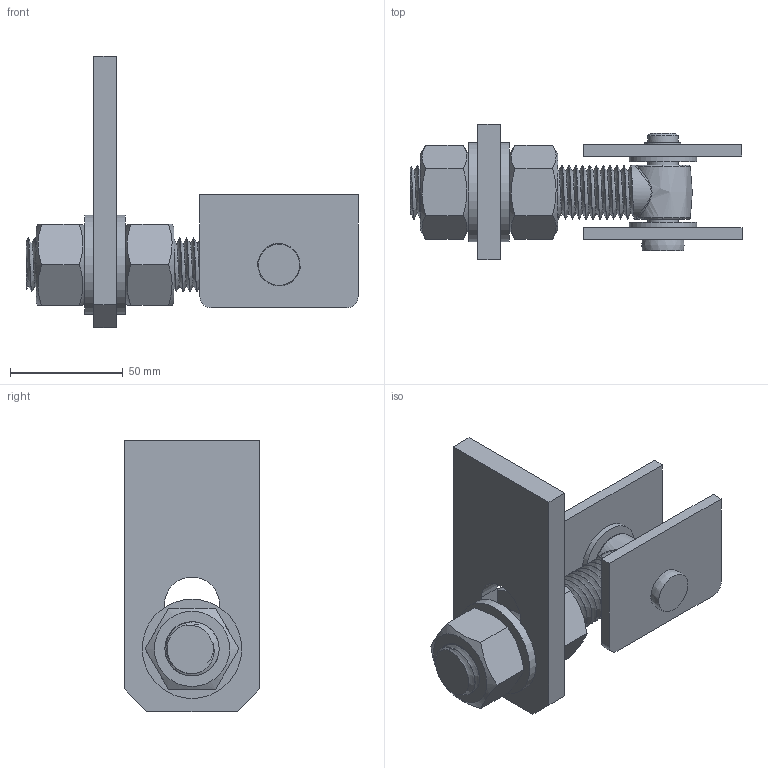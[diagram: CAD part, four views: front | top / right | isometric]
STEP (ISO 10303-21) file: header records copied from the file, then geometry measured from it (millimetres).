
FILE_DESCRIPTION(/* description */ (''),/* implementation_level */ '2;1');
FILE_NAME(/* name */ '25244SO.stp',/* time_stamp */ '2023-07-25T15:46:34+02:00',/* author */ ('Didierr'),/* organization */ (''),/* preprocessor_version */ 'ST-DEVELOPER v18.1',/* originating_system */ 'Autodesk Inventor 2021',/* authorisation */ '');
FILE_SCHEMA (('CONFIG_CONTROL_DESIGN'));
Length unit declared in the file: millimetre
Products named in the file (9): 25244SO; 25244SO-3; 25244SO-2; 25244SO-1; 25244SO-4; 25244SO-7; 25163-4; DIN 125 - A 25; ISO 4032 - M24
Assembly tree (12 placements, depth 2):
  25244SO
    25244SO-3
    25244SO-2  x2
    25244SO-1
    25244SO-4
    25244SO-7  x2
    25163-4
    DIN 125 - A 25  x2
    ISO 4032 - M24  x2
Bounding box: 147 x 60 x 120 mm (x, y, z)
Volume: 191705.9 mm3; surface area: 72355.7 mm2
Topology: 12 solids, 12 shells, 155 faces, 370 edges, 239 vertices
Faces by surface type: cylinder 67, plane 60, cone 12, bspline 11, torus 5
Full cylindrical faces by diameter (mm): 1.5 x2, 12 x1, 13.4 x2, 14 x3, 14.5 x2, 20.752 x2, 24 x32, 25 x2, 30 x2, 44 x2
Entity records: 10267 total; most frequent: CARTESIAN_POINT 7092, ORIENTED_EDGE 608, DIRECTION 556, EDGE_CURVE 304, AXIS2_PLACEMENT_3D 219, VERTEX_POINT 198, EDGE_LOOP 144, FACE_OUTER_BOUND 125
